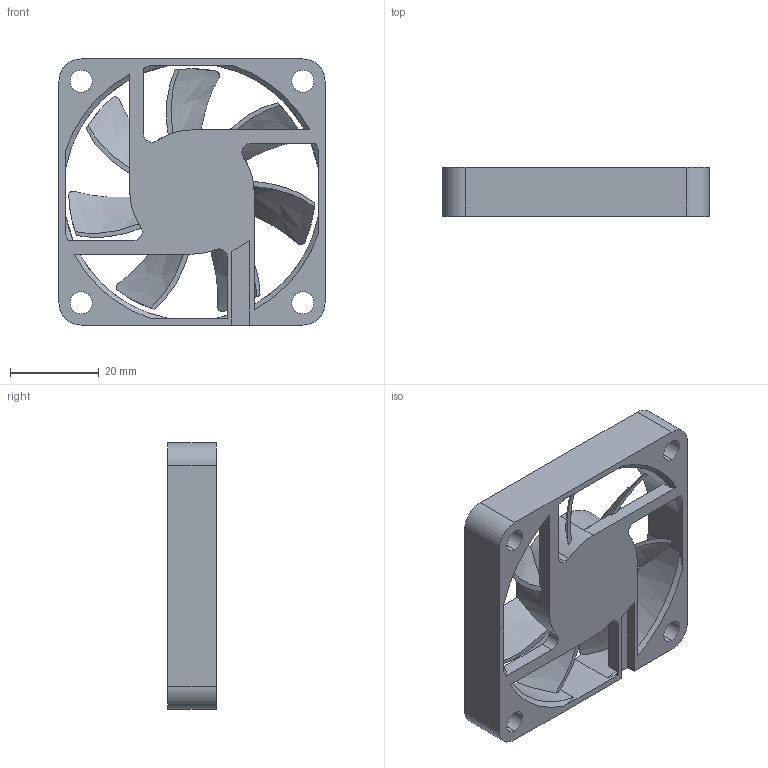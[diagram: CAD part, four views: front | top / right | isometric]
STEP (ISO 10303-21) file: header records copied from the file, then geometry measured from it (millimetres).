
FILE_DESCRIPTION (( 'STEP AP214' ), '1' );
FILE_NAME ('6010 fan.STEP', '2025-09-18T19:08:18', ( '' ), ( '' ), 'SwSTEP 2.0', 'SolidWorks 2024', '' );
FILE_SCHEMA (( 'AUTOMOTIVE_DESIGN' ));
Length unit declared in the file: millimetre
Products named in the file (1): 6010 fan
Bounding box: 60 x 11 x 60 mm (x, y, z)
Volume: 16973.7 mm3; surface area: 13215.3 mm2
Topology: 1 solids, 2 shells, 109 faces, 319 edges, 212 vertices
Faces by surface type: cylinder 47, plane 40, bspline 14, cone 8
Entity records: 4308 total; most frequent: CARTESIAN_POINT 1496, ORIENTED_EDGE 638, DIRECTION 510, EDGE_CURVE 319, VERTEX_POINT 212, AXIS2_PLACEMENT_3D 196, EDGE_LOOP 125, LINE 118
